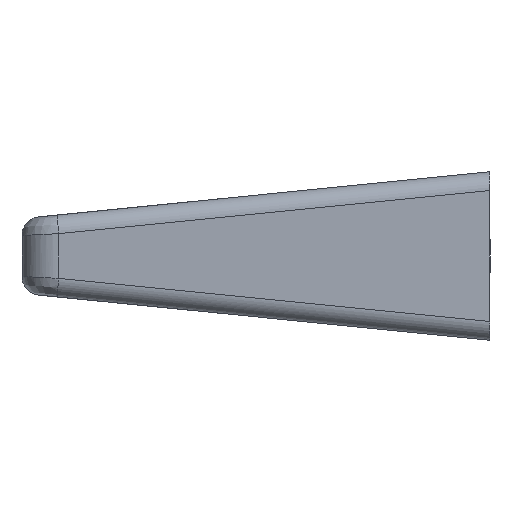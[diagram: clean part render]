
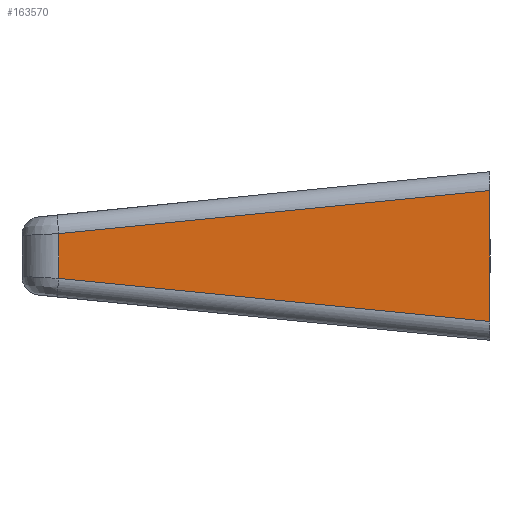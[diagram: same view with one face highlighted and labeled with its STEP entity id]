
A CAD part, left-side view. The second image highlights one B-rep face of the part: STEP entity #163570.
In plain terms, the highlighted planar face has unit normal (-1, 0.018, 0).
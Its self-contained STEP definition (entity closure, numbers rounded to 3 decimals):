
#156370=CARTESIAN_POINT('',(-29.5,0.,
-6.997));
#156380=VERTEX_POINT('',#156370);
#156410=CARTESIAN_POINT('',(-29.5,0.,0.));
#156420=DIRECTION('',(0.,0.,-1.));
#156430=VECTOR('',#156420,1.);
#156440=LINE('',#156410,#156430);
#156450=CARTESIAN_POINT('',(-29.5,0.,
-0.003));
#156460=VERTEX_POINT('',#156450);
#156470=EDGE_CURVE('',#156460,#156380,#156440,.T.);
#160320=CARTESIAN_POINT('',(-29.098,23.035,
-4.693));
#160330=VERTEX_POINT('',#160320);
#160360=CARTESIAN_POINT('',(-29.5,0.017,
-6.995));
#160370=DIRECTION('',(-0.017,-0.995,
-0.099));
#160380=VECTOR('',#160370,1.);
#160390=LINE('',#160360,#160380);
#160400=EDGE_CURVE('',#160330,#156380,#160390,.T.);
#160840=CARTESIAN_POINT('',(-29.098,23.035,
-2.307));
#160850=VERTEX_POINT('',#160840);
#160880=CARTESIAN_POINT('',(-29.098,23.035,0.));
#160890=DIRECTION('',(0.,0.,1.));
#160900=VECTOR('',#160890,1.);
#160910=LINE('',#160880,#160900);
#160920=EDGE_CURVE('',#160330,#160850,#160910,.T.);
#163410=CARTESIAN_POINT('',(-29.571,-4.07,0.));
#163420=DIRECTION('',(1.,-0.017,0.));
#163430=DIRECTION('',(-0.017,-1.,0.));
#163440=AXIS2_PLACEMENT_3D('',#163410,#163420,#163430);
#163450=PLANE('',#163440);
#163460=ORIENTED_EDGE('',*,*,#160920,.F.);
#163470=CARTESIAN_POINT('',(-29.5,0.017,
-0.005));
#163480=DIRECTION('',(0.017,0.995,
-0.099));
#163490=VECTOR('',#163480,1.);
#163500=LINE('',#163470,#163490);
#163510=EDGE_CURVE('',#156460,#160850,#163500,.T.);
#163520=ORIENTED_EDGE('',*,*,#163510,.T.);
#163530=ORIENTED_EDGE('',*,*,#156470,.F.);
#163540=ORIENTED_EDGE('',*,*,#160400,.T.);
#163550=EDGE_LOOP('',(#163540,#163530,#163520,#163460));
#163560=FACE_OUTER_BOUND('',#163550,.T.);
#163570=ADVANCED_FACE('',(#163560),#163450,.F.);
